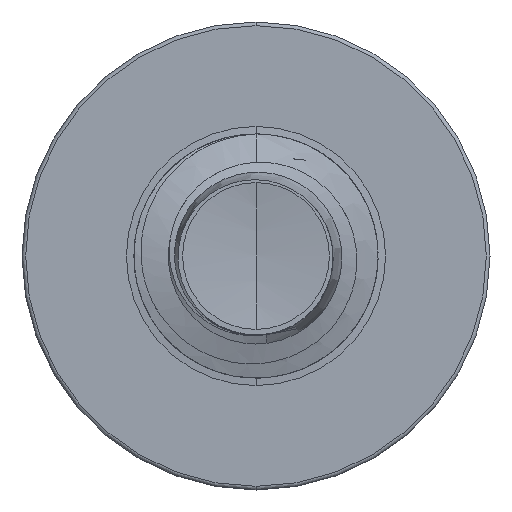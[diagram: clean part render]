
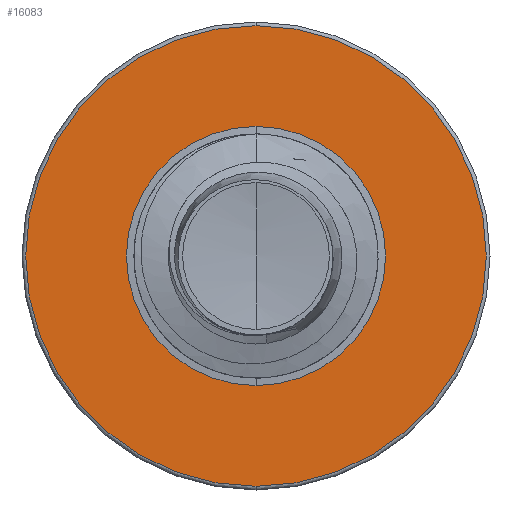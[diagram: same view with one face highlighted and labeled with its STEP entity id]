
A CAD part, front view. The second image highlights one B-rep face of the part: STEP entity #16083.
In plain terms, the highlighted planar face has unit normal (0, -1, 0).
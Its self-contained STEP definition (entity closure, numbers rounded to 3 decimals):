
#601 = ORIENTED_EDGE ( 'NONE', *, *, #14326, .F. ) ;
#606 = AXIS2_PLACEMENT_3D ( 'NONE', #2120, #3900, #15465 ) ;
#645 = AXIS2_PLACEMENT_3D ( 'NONE', #4786, #16136, #6506 ) ;
#827 = ORIENTED_EDGE ( 'NONE', *, *, #18030, .F. ) ;
#1063 = ORIENTED_EDGE ( 'NONE', *, *, #15591, .T. ) ;
#2120 = CARTESIAN_POINT ( 'NONE',  ( 0., 5.5, -0.637 ) ) ;
#2927 = CARTESIAN_POINT ( 'NONE',  ( 0., 5.5, 0. ) ) ;
#3810 = AXIS2_PLACEMENT_3D ( 'NONE', #2927, #14650, #4730 ) ;
#3900 = DIRECTION ( 'NONE',  ( 0., 1., 0. ) ) ;
#4421 = DIRECTION ( 'NONE',  ( 0., 1., 0. ) ) ;
#4730 = DIRECTION ( 'NONE',  ( 0., 0., 1. ) ) ;
#4786 = CARTESIAN_POINT ( 'NONE',  ( 0., 5.5, 0. ) ) ;
#5468 = AXIS2_PLACEMENT_3D ( 'NONE', #14379, #4421, #15871 ) ;
#5939 = VERTEX_POINT ( 'NONE', #12317 ) ;
#6278 = CARTESIAN_POINT ( 'NONE',  ( 0., 5.5, 0.637 ) ) ;
#6506 = DIRECTION ( 'NONE',  ( 0., 0., 1. ) ) ;
#7081 = CARTESIAN_POINT ( 'NONE',  ( 0., 5.5, 1.132 ) ) ;
#7195 = CIRCLE ( 'NONE', #3810, 0.637 ) ;
#10304 = VERTEX_POINT ( 'NONE', #7081 ) ;
#10403 = CARTESIAN_POINT ( 'NONE',  ( 0., 5.5, 0. ) ) ;
#10814 = VERTEX_POINT ( 'NONE', #15230 ) ;
#11990 = DIRECTION ( 'NONE',  ( 0., 0., 1. ) ) ;
#12317 = CARTESIAN_POINT ( 'NONE',  ( 0., 5.5, -1.132 ) ) ;
#12344 = PLANE ( 'NONE',  #606 ) ;
#13611 = CIRCLE ( 'NONE', #19506, 1.132 ) ;
#13809 = EDGE_CURVE ( 'NONE', #10814, #16279, #19663, .T. ) ;
#13936 = EDGE_LOOP ( 'NONE', ( #601, #827 ) ) ;
#13950 = ORIENTED_EDGE ( 'NONE', *, *, #13809, .T. ) ;
#14326 = EDGE_CURVE ( 'NONE', #10304, #5939, #17277, .T. ) ;
#14379 = CARTESIAN_POINT ( 'NONE',  ( 0., 5.5, 0. ) ) ;
#14650 = DIRECTION ( 'NONE',  ( 0., 1., 0. ) ) ;
#15230 = CARTESIAN_POINT ( 'NONE',  ( 0., 5.5, -0.637 ) ) ;
#15465 = DIRECTION ( 'NONE',  ( 0., 0., 1. ) ) ;
#15591 = EDGE_CURVE ( 'NONE', #16279, #10814, #7195, .T. ) ;
#15871 = DIRECTION ( 'NONE',  ( 0., 0., 1. ) ) ;
#16083 = ADVANCED_FACE ( 'NONE', ( #19386, #19865 ), #12344, .F. ) ;
#16136 = DIRECTION ( 'NONE',  ( 0., 1., 0. ) ) ;
#16279 = VERTEX_POINT ( 'NONE', #6278 ) ;
#17277 = CIRCLE ( 'NONE', #5468, 1.132 ) ;
#18030 = EDGE_CURVE ( 'NONE', #5939, #10304, #13611, .T. ) ;
#19386 = FACE_OUTER_BOUND ( 'NONE', #13936, .T. ) ;
#19506 = AXIS2_PLACEMENT_3D ( 'NONE', #10403, #21057, #11990 ) ;
#19663 = CIRCLE ( 'NONE', #645, 0.637 ) ;
#19865 = FACE_BOUND ( 'NONE', #20005, .T. ) ;
#20005 = EDGE_LOOP ( 'NONE', ( #1063, #13950 ) ) ;
#21057 = DIRECTION ( 'NONE',  ( 0., 1., 0. ) ) ;
